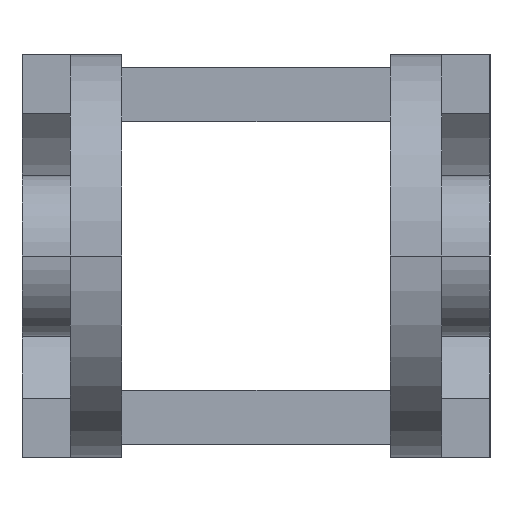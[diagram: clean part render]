
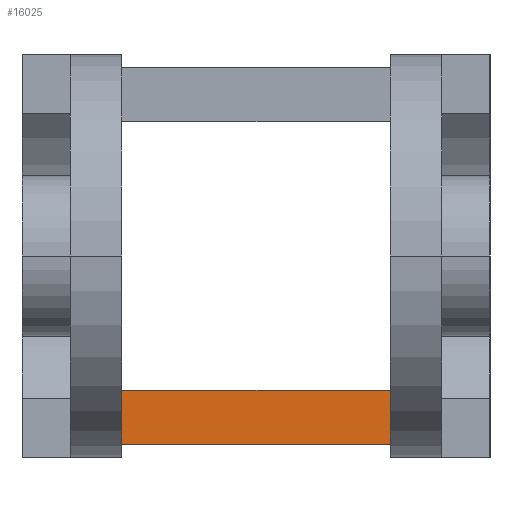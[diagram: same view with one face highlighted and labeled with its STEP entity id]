
A CAD part, left-side view. The second image highlights one B-rep face of the part: STEP entity #16025.
In plain terms, the highlighted planar face has unit normal (-1, 0, 0).
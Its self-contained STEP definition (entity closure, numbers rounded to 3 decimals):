
#14774=DIRECTION('',(0.,0.,1.));
#14775=VECTOR('',#14774,2.);
#14776=CARTESIAN_POINT('',(-156.5,0.,-7.));
#14777=LINE('',#14776,#14775);
#14778=DIRECTION('',(0.,-1.,0.));
#14779=VECTOR('',#14778,10.);
#14780=CARTESIAN_POINT('',(-156.5,10.,-7.));
#14781=LINE('',#14780,#14779);
#14782=DIRECTION('',(0.,0.,-1.));
#14783=VECTOR('',#14782,2.);
#14784=CARTESIAN_POINT('',(-156.5,10.,-5.));
#14785=LINE('',#14784,#14783);
#14786=DIRECTION('',(0.,1.,0.));
#14787=VECTOR('',#14786,10.);
#14788=CARTESIAN_POINT('',(-156.5,0.,-5.));
#14789=LINE('',#14788,#14787);
#14964=CARTESIAN_POINT('',(-156.5,0.,-7.));
#14965=VERTEX_POINT('',#14964);
#14966=CARTESIAN_POINT('',(-156.5,10.,-7.));
#14967=VERTEX_POINT('',#14966);
#14972=CARTESIAN_POINT('',(-156.5,10.,-5.));
#14973=VERTEX_POINT('',#14972);
#14974=CARTESIAN_POINT('',(-156.5,0.,-5.));
#14975=VERTEX_POINT('',#14974);
#16013=CARTESIAN_POINT('',(-156.5,5.,-6.));
#16014=DIRECTION('',(1.,0.,0.));
#16015=DIRECTION('',(0.,0.,1.));
#16016=AXIS2_PLACEMENT_3D('',#16013,#16014,#16015);
#16017=PLANE('',#16016);
#16018=ORIENTED_EDGE('',*,*,#15252,.F.);
#16020=ORIENTED_EDGE('',*,*,#16019,.F.);
#16021=ORIENTED_EDGE('',*,*,#15571,.F.);
#16022=ORIENTED_EDGE('',*,*,#15526,.F.);
#16023=EDGE_LOOP('',(#16018,#16020,#16021,#16022));
#16024=FACE_OUTER_BOUND('',#16023,.F.);
#16025=ADVANCED_FACE('',(#16024),#16017,.F.);
#15252=EDGE_CURVE('',#14965,#14975,#14777,.T.);
#15526=EDGE_CURVE('',#14975,#14973,#14789,.T.);
#15571=EDGE_CURVE('',#14973,#14967,#14785,.T.);
#16019=EDGE_CURVE('',#14967,#14965,#14781,.T.);
